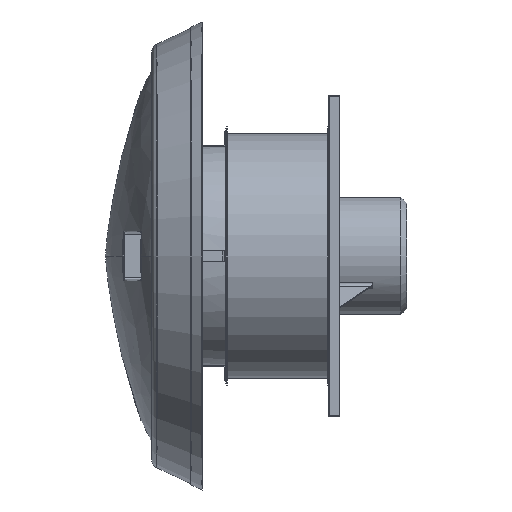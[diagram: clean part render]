
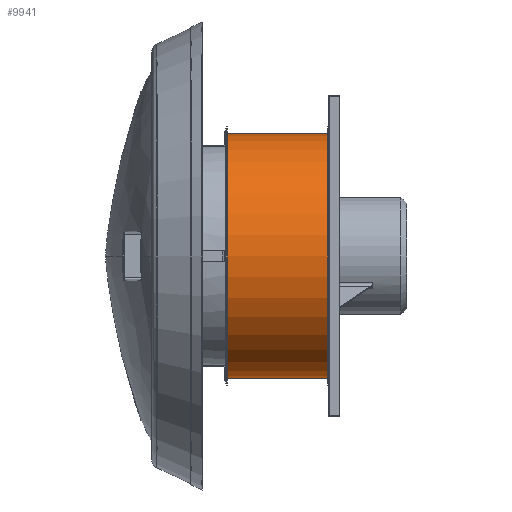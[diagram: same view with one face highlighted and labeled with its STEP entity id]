
A CAD part, left-side view. The second image highlights one B-rep face of the part: STEP entity #9941.
In plain terms, the highlighted cylindrical face has radius 418 mm (diameter 836 mm), a partial arc.
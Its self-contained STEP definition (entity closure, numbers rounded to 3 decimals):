
#739 = CIRCLE ( 'NONE', #21524, 418. ) ;
#2784 = ORIENTED_EDGE ( 'NONE', *, *, #8184, .T. ) ;
#2877 = ORIENTED_EDGE ( 'NONE', *, *, #5279, .T. ) ;
#2974 = DIRECTION ( 'NONE',  ( 0., 0., -1. ) ) ;
#3199 = DIRECTION ( 'NONE',  ( 0., 0., -1. ) ) ;
#3437 = CARTESIAN_POINT ( 'NONE',  ( 0., 0., 418. ) ) ;
#3708 = CARTESIAN_POINT ( 'NONE',  ( 0., 0., -418. ) ) ;
#4921 = VERTEX_POINT ( 'NONE', #9076 ) ;
#5279 = EDGE_CURVE ( 'NONE', #5393, #4921, #20318, .T. ) ;
#5393 = VERTEX_POINT ( 'NONE', #22641 ) ;
#6928 = CARTESIAN_POINT ( 'NONE',  ( 0., 40., 0. ) ) ;
#7562 = CYLINDRICAL_SURFACE ( 'NONE', #10660, 418. ) ;
#8184 = EDGE_CURVE ( 'NONE', #14528, #5393, #24021, .T. ) ;
#8221 = CARTESIAN_POINT ( 'NONE',  ( 0., 40., 418. ) ) ;
#8450 = CARTESIAN_POINT ( 'NONE',  ( 0., 0., 0. ) ) ;
#9022 = DIRECTION ( 'NONE',  ( 0., -1., 0. ) ) ;
#9076 = CARTESIAN_POINT ( 'NONE',  ( 0., 40., -418. ) ) ;
#9170 = DIRECTION ( 'NONE',  ( 0., -1., 0. ) ) ;
#9242 = EDGE_CURVE ( 'NONE', #10442, #4921, #739, .T. ) ;
#9941 = ADVANCED_FACE ( 'NONE', ( #17558 ), #7562, .T. ) ;
#10442 = VERTEX_POINT ( 'NONE', #8221 ) ;
#10660 = AXIS2_PLACEMENT_3D ( 'NONE', #8450, #12734, #3199 ) ;
#10982 = EDGE_LOOP ( 'NONE', ( #23043, #2784, #2877, #15767 ) ) ;
#12338 = CARTESIAN_POINT ( 'NONE',  ( 0., 383., 0. ) ) ;
#12734 = DIRECTION ( 'NONE',  ( 0., -1., 0. ) ) ;
#13534 = VECTOR ( 'NONE', #9170, 1000. ) ;
#13787 = DIRECTION ( 'NONE',  ( 0., -1., 0. ) ) ;
#14487 = EDGE_CURVE ( 'NONE', #14528, #10442, #19719, .T. ) ;
#14528 = VERTEX_POINT ( 'NONE', #22371 ) ;
#15767 = ORIENTED_EDGE ( 'NONE', *, *, #9242, .F. ) ;
#17328 = VECTOR ( 'NONE', #9022, 1000. ) ;
#17558 = FACE_OUTER_BOUND ( 'NONE', #10982, .T. ) ;
#18299 = AXIS2_PLACEMENT_3D ( 'NONE', #12338, #21828, #2974 ) ;
#19719 = LINE ( 'NONE', #3437, #13534 ) ;
#20318 = LINE ( 'NONE', #3708, #17328 ) ;
#21524 = AXIS2_PLACEMENT_3D ( 'NONE', #6928, #13787, #23860 ) ;
#21828 = DIRECTION ( 'NONE',  ( 0., -1., 0. ) ) ;
#22371 = CARTESIAN_POINT ( 'NONE',  ( 0., 383., 418. ) ) ;
#22641 = CARTESIAN_POINT ( 'NONE',  ( 0., 383., -418. ) ) ;
#23043 = ORIENTED_EDGE ( 'NONE', *, *, #14487, .F. ) ;
#23860 = DIRECTION ( 'NONE',  ( 0., 0., -1. ) ) ;
#24021 = CIRCLE ( 'NONE', #18299, 418. ) ;
